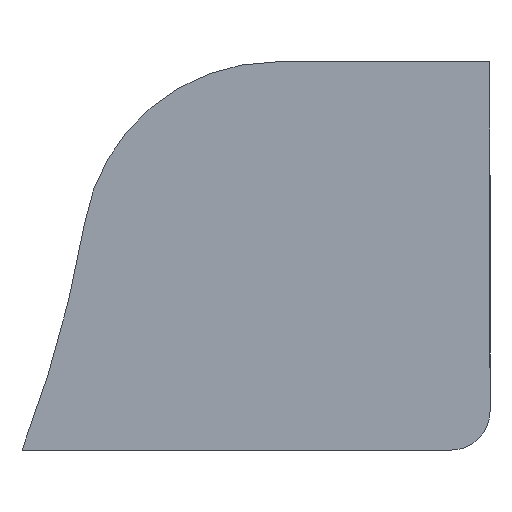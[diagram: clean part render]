
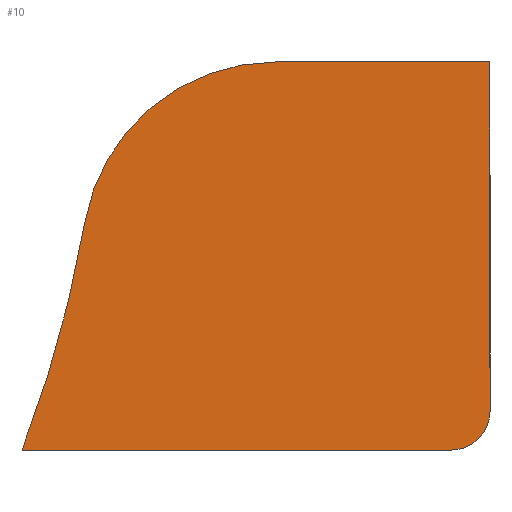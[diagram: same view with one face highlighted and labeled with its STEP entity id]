
A CAD part, front view. The second image highlights one B-rep face of the part: STEP entity #10.
In plain terms, the highlighted planar face has unit normal (0, -1, 0).
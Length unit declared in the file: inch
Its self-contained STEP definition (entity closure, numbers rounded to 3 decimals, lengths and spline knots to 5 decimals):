
#10 = ADVANCED_FACE ( 'NONE', ( #3141 ), #989, .F. ) ;
#197 = CARTESIAN_POINT ( 'NONE',  ( 2.06976, -0.0625, -0.5625 ) ) ;
#252 = DIRECTION ( 'NONE',  ( 0., 0., 1. ) ) ;
#261 = DIRECTION ( 'NONE',  ( 0., -1., 0. ) ) ;
#279 = CARTESIAN_POINT ( 'NONE',  ( 0., -0.0625, 0. ) ) ;
#509 = AXIS2_PLACEMENT_3D ( 'NONE', #2865, #2051, #1823 ) ;
#536 = ORIENTED_EDGE ( 'NONE', *, *, #2788, .F. ) ;
#648 = VERTEX_POINT ( 'NONE', #2041 ) ;
#788 = AXIS2_PLACEMENT_3D ( 'NONE', #279, #799, #2640 ) ;
#799 = DIRECTION ( 'NONE',  ( 0., -1., 0. ) ) ;
#884 = ORIENTED_EDGE ( 'NONE', *, *, #1068, .T. ) ;
#964 = CIRCLE ( 'NONE', #788, 1.571 ) ;
#989 = PLANE ( 'NONE',  #509 ) ;
#994 = EDGE_CURVE ( 'NONE', #1789, #2614, #964, .T. ) ;
#1003 = VECTOR ( 'NONE', #2007, 39.37008 ) ;
#1009 = DIRECTION ( 'NONE',  ( -1., 0., 0. ) ) ;
#1027 = VECTOR ( 'NONE', #1009, 39.37008 ) ;
#1030 = CARTESIAN_POINT ( 'NONE',  ( 2.01976, -0.0625, -0.5125 ) ) ;
#1066 = ORIENTED_EDGE ( 'NONE', *, *, #994, .F. ) ;
#1068 = EDGE_CURVE ( 'NONE', #2679, #2614, #1404, .T. ) ;
#1125 = AXIS2_PLACEMENT_3D ( 'NONE', #1576, #2626, #252 ) ;
#1132 = CARTESIAN_POINT ( 'NONE',  ( 2.06976, -0.0625, -0.0625 ) ) ;
#1263 = VECTOR ( 'NONE', #1544, 39.37008 ) ;
#1323 = AXIS2_PLACEMENT_3D ( 'NONE', #1030, #261, #2607 ) ;
#1404 = CIRCLE ( 'NONE', #1125, 0.25 ) ;
#1544 = DIRECTION ( 'NONE',  ( 0., 0., -1. ) ) ;
#1576 = CARTESIAN_POINT ( 'NONE',  ( 1.79399, -0.0625, -0.3125 ) ) ;
#1584 = LINE ( 'NONE', #197, #1027 ) ;
#1677 = CARTESIAN_POINT ( 'NONE',  ( 1.46685, -0.0625, -0.5625 ) ) ;
#1688 = ORIENTED_EDGE ( 'NONE', *, *, #3201, .T. ) ;
#1753 = EDGE_LOOP ( 'NONE', ( #3190, #1688, #536, #1850, #884, #1066 ) ) ;
#1789 = VERTEX_POINT ( 'NONE', #1677 ) ;
#1823 = DIRECTION ( 'NONE',  ( 0., 0., 1. ) ) ;
#1850 = ORIENTED_EDGE ( 'NONE', *, *, #2099, .F. ) ;
#1925 = VERTEX_POINT ( 'NONE', #1132 ) ;
#2007 = DIRECTION ( 'NONE',  ( 1., 0., 0. ) ) ;
#2026 = CARTESIAN_POINT ( 'NONE',  ( 1.56976, -0.0625, -0.0625 ) ) ;
#2041 = CARTESIAN_POINT ( 'NONE',  ( 2.06976, -0.0625, -0.5125 ) ) ;
#2051 = DIRECTION ( 'NONE',  ( 0., 1., 0. ) ) ;
#2099 = EDGE_CURVE ( 'NONE', #2679, #1925, #3353, .T. ) ;
#2278 = CARTESIAN_POINT ( 'NONE',  ( 2.01976, -0.0625, -0.5625 ) ) ;
#2522 = CARTESIAN_POINT ( 'NONE',  ( 1.79399, -0.0625, -0.0625 ) ) ;
#2607 = DIRECTION ( 'NONE',  ( 0., 0., 1. ) ) ;
#2614 = VERTEX_POINT ( 'NONE', #3247 ) ;
#2626 = DIRECTION ( 'NONE',  ( 0., -1., 0. ) ) ;
#2640 = DIRECTION ( 'NONE',  ( 0., 0., 1. ) ) ;
#2679 = VERTEX_POINT ( 'NONE', #2522 ) ;
#2694 = VERTEX_POINT ( 'NONE', #2278 ) ;
#2788 = EDGE_CURVE ( 'NONE', #1925, #648, #2936, .T. ) ;
#2843 = CIRCLE ( 'NONE', #1323, 0.05 ) ;
#2865 = CARTESIAN_POINT ( 'NONE',  ( 0., -0.0625, 0. ) ) ;
#2919 = CARTESIAN_POINT ( 'NONE',  ( 2.06976, -0.0625, -0.0625 ) ) ;
#2936 = LINE ( 'NONE', #2919, #1263 ) ;
#3141 = FACE_OUTER_BOUND ( 'NONE', #1753, .T. ) ;
#3190 = ORIENTED_EDGE ( 'NONE', *, *, #3464, .F. ) ;
#3201 = EDGE_CURVE ( 'NONE', #2694, #648, #2843, .T. ) ;
#3247 = CARTESIAN_POINT ( 'NONE',  ( 1.54769, -0.0625, -0.2696 ) ) ;
#3353 = LINE ( 'NONE', #2026, #1003 ) ;
#3464 = EDGE_CURVE ( 'NONE', #2694, #1789, #1584, .T. ) ;
